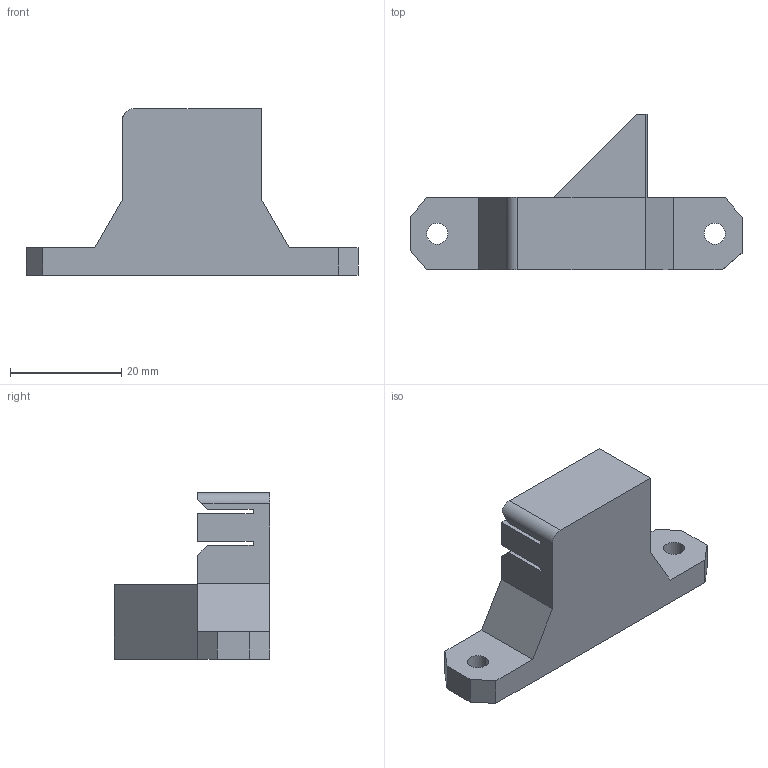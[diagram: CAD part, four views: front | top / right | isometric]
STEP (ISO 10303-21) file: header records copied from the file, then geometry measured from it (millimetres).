
FILE_DESCRIPTION (( 'STEP AP214' ), '1' );
FILE_NAME ('105 Y Belt Holder.STEP', '2021-03-17T18:35:17', ( '' ), ( '' ), 'SwSTEP 2.0', 'SolidWorks 2019', '' );
FILE_SCHEMA (( 'AUTOMOTIVE_DESIGN' ));
Length unit declared in the file: millimetre
Products named in the file (1): 105 Y Belt Holder
Bounding box: 59.8 x 28 x 30 mm (x, y, z)
Volume: 13343.2 mm3; surface area: 5920.6 mm2
Topology: 1 solids, 1 shells, 112 faces, 330 edges, 220 vertices
Faces by surface type: plane 101, cylinder 11
Entity records: 3718 total; most frequent: CARTESIAN_POINT 666, ORIENTED_EDGE 660, DIRECTION 577, EDGE_CURVE 330, LINE 307, VECTOR 307, VERTEX_POINT 220, AXIS2_PLACEMENT_3D 135
